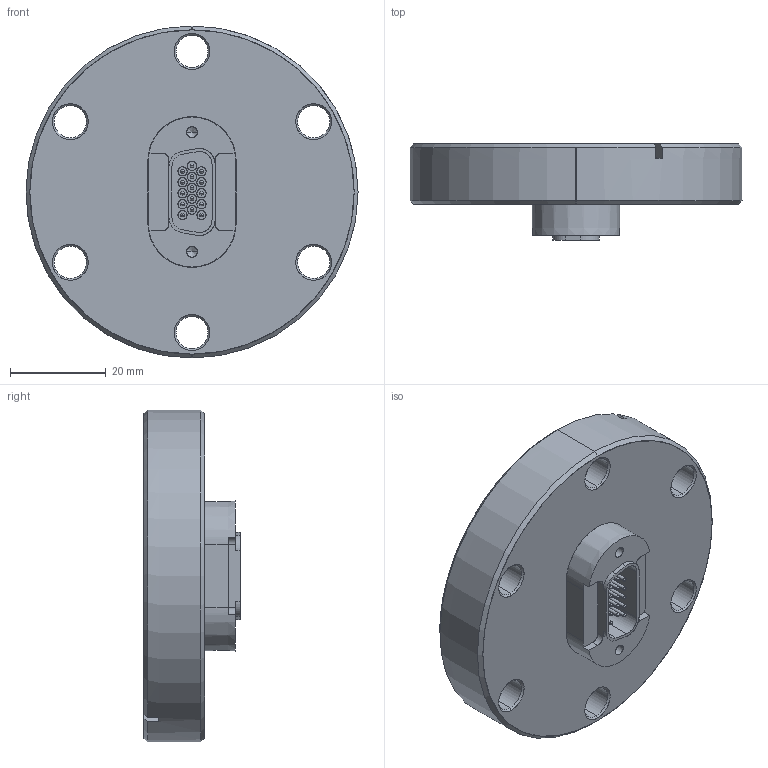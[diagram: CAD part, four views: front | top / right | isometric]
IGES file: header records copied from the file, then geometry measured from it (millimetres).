
Start section: SolidWorks IGES file using analytic representation for surfaces
Global section: file name: 24171-01-CF.IGS; native system: SolidWorks 2016; preprocessor: SolidWorks 2016; author: Obadiah Bucchieri; date: 170501.100407; units: inch
Bounding box: 69.34 x 20.17 x 69.34 mm (x, y, z)
Surface area: 16896.2 mm2 (no closed solid volume)
Topology: 0 solids, 0 shells, 415 faces, 5653 edges, 5645 vertices
Faces by surface type: revolution 232, bspline 183
